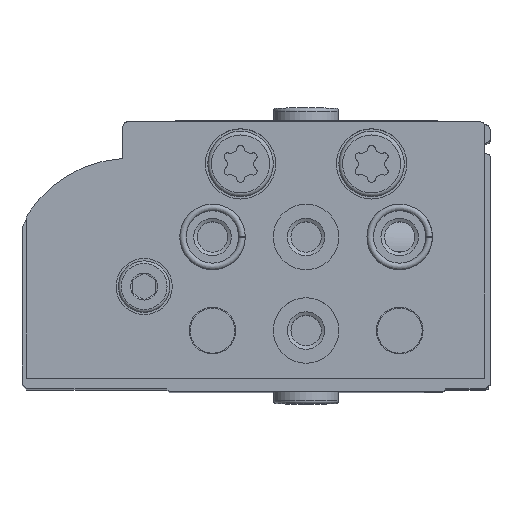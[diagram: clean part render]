
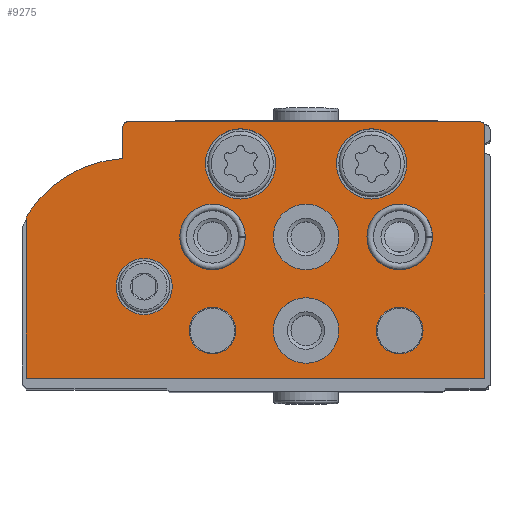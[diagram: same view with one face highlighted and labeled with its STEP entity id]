
A CAD part, top view. The second image highlights one B-rep face of the part: STEP entity #9275.
In plain terms, the highlighted face is planar.
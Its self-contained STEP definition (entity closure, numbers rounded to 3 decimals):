
#268=PLANE('',#10461);
#794=CIRCLE('',#10447,0.5);
#795=CIRCLE('',#10452,1.);
#796=CIRCLE('',#10454,13.);
#797=CIRCLE('',#10456,0.3);
#798=CIRCLE('',#10459,0.5);
#799=CIRCLE('',#10462,3.);
#800=CIRCLE('',#10463,3.75);
#801=CIRCLE('',#10464,3.75);
#802=CIRCLE('',#10465,3.5);
#803=CIRCLE('',#10466,3.5);
#804=CIRCLE('',#10467,3.5);
#805=CIRCLE('',#10468,3.5);
#806=CIRCLE('',#10469,2.5);
#807=CIRCLE('',#10470,2.5);
#1479=LINE('',#15924,#2127);
#1481=LINE('',#15928,#2129);
#1483=LINE('',#15932,#2131);
#1488=LINE('',#15948,#2136);
#1491=LINE('',#15956,#2139);
#2127=VECTOR('',#12878,1000.);
#2129=VECTOR('',#12882,1000.);
#2131=VECTOR('',#12886,1000.);
#2136=VECTOR('',#12905,1000.);
#2139=VECTOR('',#12914,1000.);
#4037=ORIENTED_EDGE('',*,*,#5740,.T.);
#4038=ORIENTED_EDGE('',*,*,#5741,.T.);
#4039=ORIENTED_EDGE('',*,*,#5742,.T.);
#4040=ORIENTED_EDGE('',*,*,#5743,.T.);
#4041=ORIENTED_EDGE('',*,*,#5744,.T.);
#4042=ORIENTED_EDGE('',*,*,#5745,.T.);
#4043=ORIENTED_EDGE('',*,*,#5746,.T.);
#4044=ORIENTED_EDGE('',*,*,#5747,.T.);
#4045=ORIENTED_EDGE('',*,*,#5748,.T.);
#4046=ORIENTED_EDGE('',*,*,#5719,.F.);
#4047=ORIENTED_EDGE('',*,*,#5738,.F.);
#4048=ORIENTED_EDGE('',*,*,#5736,.F.);
#4049=ORIENTED_EDGE('',*,*,#5734,.F.);
#4050=ORIENTED_EDGE('',*,*,#5732,.T.);
#4051=ORIENTED_EDGE('',*,*,#5730,.F.);
#4052=ORIENTED_EDGE('',*,*,#5728,.F.);
#4053=ORIENTED_EDGE('',*,*,#5726,.F.);
#4054=ORIENTED_EDGE('',*,*,#5724,.F.);
#4055=ORIENTED_EDGE('',*,*,#5722,.F.);
#5719=EDGE_CURVE('',#6753,#6754,#794,.T.);
#5722=EDGE_CURVE('',#6754,#6755,#1479,.T.);
#5724=EDGE_CURVE('',#6755,#6756,#1481,.T.);
#5726=EDGE_CURVE('',#6756,#6757,#1483,.T.);
#5728=EDGE_CURVE('',#6757,#6758,#795,.T.);
#5730=EDGE_CURVE('',#6758,#6759,#796,.T.);
#5732=EDGE_CURVE('',#6760,#6759,#797,.T.);
#5734=EDGE_CURVE('',#6760,#6761,#1488,.T.);
#5736=EDGE_CURVE('',#6761,#6762,#798,.T.);
#5738=EDGE_CURVE('',#6762,#6753,#1491,.T.);
#5740=EDGE_CURVE('',#6763,#6763,#799,.T.);
#5741=EDGE_CURVE('',#6764,#6764,#800,.T.);
#5742=EDGE_CURVE('',#6765,#6765,#801,.T.);
#5743=EDGE_CURVE('',#6766,#6766,#802,.T.);
#5744=EDGE_CURVE('',#6767,#6767,#803,.T.);
#5745=EDGE_CURVE('',#6768,#6768,#804,.T.);
#5746=EDGE_CURVE('',#6769,#6769,#805,.T.);
#5747=EDGE_CURVE('',#6770,#6770,#806,.T.);
#5748=EDGE_CURVE('',#6771,#6771,#807,.T.);
#6753=VERTEX_POINT('',#15919);
#6754=VERTEX_POINT('',#15920);
#6755=VERTEX_POINT('',#15925);
#6756=VERTEX_POINT('',#15929);
#6757=VERTEX_POINT('',#15933);
#6758=VERTEX_POINT('',#15937);
#6759=VERTEX_POINT('',#15941);
#6760=VERTEX_POINT('',#15945);
#6761=VERTEX_POINT('',#15949);
#6762=VERTEX_POINT('',#15953);
#6763=VERTEX_POINT('',#15960);
#6764=VERTEX_POINT('',#15962);
#6765=VERTEX_POINT('',#15964);
#6766=VERTEX_POINT('',#15966);
#6767=VERTEX_POINT('',#15968);
#6768=VERTEX_POINT('',#15970);
#6769=VERTEX_POINT('',#15972);
#6770=VERTEX_POINT('',#15974);
#6771=VERTEX_POINT('',#15976);
#7518=EDGE_LOOP('',(#4037));
#7519=EDGE_LOOP('',(#4038));
#7520=EDGE_LOOP('',(#4039));
#7521=EDGE_LOOP('',(#4040));
#7522=EDGE_LOOP('',(#4041));
#7523=EDGE_LOOP('',(#4042));
#7524=EDGE_LOOP('',(#4043));
#7525=EDGE_LOOP('',(#4044));
#7526=EDGE_LOOP('',(#4045));
#7527=EDGE_LOOP('',(#4046,#4047,#4048,#4049,#4050,#4051,#4052,#4053,#4054,
#4055));
#8346=FACE_BOUND('',#7518,.T.);
#8347=FACE_BOUND('',#7519,.T.);
#8348=FACE_BOUND('',#7520,.T.);
#8349=FACE_BOUND('',#7521,.T.);
#8350=FACE_BOUND('',#7522,.T.);
#8351=FACE_BOUND('',#7523,.T.);
#8352=FACE_BOUND('',#7524,.T.);
#8353=FACE_BOUND('',#7525,.T.);
#8354=FACE_BOUND('',#7526,.T.);
#8355=FACE_BOUND('',#7527,.T.);
#9275=ADVANCED_FACE('',(#8346,#8347,#8348,#8349,#8350,#8351,#8352,#8353,
#8354,#8355),#268,.F.);
#10447=AXIS2_PLACEMENT_3D('',#15918,#12872,#12873);
#10452=AXIS2_PLACEMENT_3D('',#15936,#12890,#12891);
#10454=AXIS2_PLACEMENT_3D('',#15940,#12895,#12896);
#10456=AXIS2_PLACEMENT_3D('',#15944,#12900,#12901);
#10459=AXIS2_PLACEMENT_3D('',#15952,#12909,#12910);
#10461=AXIS2_PLACEMENT_3D('',#15958,#12916,#12917);
#10462=AXIS2_PLACEMENT_3D('',#15959,#12918,#12919);
#10463=AXIS2_PLACEMENT_3D('',#15961,#12920,#12921);
#10464=AXIS2_PLACEMENT_3D('',#15963,#12922,#12923);
#10465=AXIS2_PLACEMENT_3D('',#15965,#12924,#12925);
#10466=AXIS2_PLACEMENT_3D('',#15967,#12926,#12927);
#10467=AXIS2_PLACEMENT_3D('',#15969,#12928,#12929);
#10468=AXIS2_PLACEMENT_3D('',#15971,#12930,#12931);
#10469=AXIS2_PLACEMENT_3D('',#15973,#12932,#12933);
#10470=AXIS2_PLACEMENT_3D('',#15975,#12934,#12935);
#12872=DIRECTION('',(0.,0.,1.));
#12873=DIRECTION('',(1.,0.,0.));
#12878=DIRECTION('',(0.,-1.,0.));
#12882=DIRECTION('',(1.,0.,0.));
#12886=DIRECTION('',(0.,1.,0.));
#12890=DIRECTION('',(0.,0.,1.));
#12891=DIRECTION('',(1.,0.,0.));
#12895=DIRECTION('',(0.,0.,1.));
#12896=DIRECTION('',(1.,0.,0.));
#12900=DIRECTION('',(0.,0.,1.));
#12901=DIRECTION('',(1.,0.,0.));
#12905=DIRECTION('',(0.,1.,0.));
#12909=DIRECTION('',(0.,0.,1.));
#12910=DIRECTION('',(1.,0.,0.));
#12914=DIRECTION('',(-1.,0.,0.));
#12916=DIRECTION('',(0.,0.,1.));
#12917=DIRECTION('',(1.,0.,0.));
#12918=DIRECTION('',(0.,0.,1.));
#12919=DIRECTION('',(1.,0.,0.));
#12920=DIRECTION('',(0.,0.,1.));
#12921=DIRECTION('',(1.,0.,0.));
#12922=DIRECTION('',(0.,0.,1.));
#12923=DIRECTION('',(1.,0.,0.));
#12924=DIRECTION('',(0.,0.,1.));
#12925=DIRECTION('',(1.,0.,0.));
#12926=DIRECTION('',(0.,0.,1.));
#12927=DIRECTION('',(1.,0.,0.));
#12928=DIRECTION('',(0.,0.,1.));
#12929=DIRECTION('',(1.,0.,0.));
#12930=DIRECTION('',(0.,0.,1.));
#12931=DIRECTION('',(1.,0.,0.));
#12932=DIRECTION('',(0.,0.,1.));
#12933=DIRECTION('',(1.,0.,0.));
#12934=DIRECTION('',(0.,0.,1.));
#12935=DIRECTION('',(1.,0.,0.));
#15918=CARTESIAN_POINT('',(0.5,26.9,0.));
#15919=CARTESIAN_POINT('',(0.5,27.4,0.));
#15920=CARTESIAN_POINT('',(0.,26.9,0.));
#15924=CARTESIAN_POINT('',(0.,26.9,0.));
#15925=CARTESIAN_POINT('',(0.,0.,0.));
#15928=CARTESIAN_POINT('',(0.,0.,0.));
#15929=CARTESIAN_POINT('',(49.,0.,0.));
#15932=CARTESIAN_POINT('',(49.,0.,0.));
#15933=CARTESIAN_POINT('',(49.,16.98,0.));
#15936=CARTESIAN_POINT('',(48.,16.98,0.));
#15937=CARTESIAN_POINT('',(48.842,17.52,0.));
#15940=CARTESIAN_POINT('',(37.9,10.5,0.));
#15941=CARTESIAN_POINT('',(38.936,23.459,0.));
#15944=CARTESIAN_POINT('',(38.96,23.758,0.));
#15945=CARTESIAN_POINT('',(38.66,23.758,0.));
#15948=CARTESIAN_POINT('',(38.66,23.758,0.));
#15949=CARTESIAN_POINT('',(38.66,26.9,0.));
#15952=CARTESIAN_POINT('',(38.16,26.9,0.));
#15953=CARTESIAN_POINT('',(38.16,27.4,0.));
#15956=CARTESIAN_POINT('',(38.16,27.4,0.));
#15958=CARTESIAN_POINT('',(0.5,26.9,0.));
#15959=CARTESIAN_POINT('',(36.4,9.8,0.));
#15960=CARTESIAN_POINT('',(39.4,9.8,0.));
#15961=CARTESIAN_POINT('',(26.1,22.9,0.));
#15962=CARTESIAN_POINT('',(29.85,22.9,0.));
#15963=CARTESIAN_POINT('',(12.1,22.9,0.));
#15964=CARTESIAN_POINT('',(15.85,22.9,0.));
#15965=CARTESIAN_POINT('',(29.1,15.1,0.));
#15966=CARTESIAN_POINT('',(32.6,15.1,0.));
#15967=CARTESIAN_POINT('',(19.1,15.1,0.));
#15968=CARTESIAN_POINT('',(22.6,15.1,0.));
#15969=CARTESIAN_POINT('',(9.1,15.1,0.));
#15970=CARTESIAN_POINT('',(12.6,15.1,0.));
#15971=CARTESIAN_POINT('',(19.1,5.1,0.));
#15972=CARTESIAN_POINT('',(22.6,5.1,0.));
#15973=CARTESIAN_POINT('',(29.1,5.1,0.));
#15974=CARTESIAN_POINT('',(31.6,5.1,0.));
#15975=CARTESIAN_POINT('',(9.1,5.1,0.));
#15976=CARTESIAN_POINT('',(11.6,5.1,0.));
